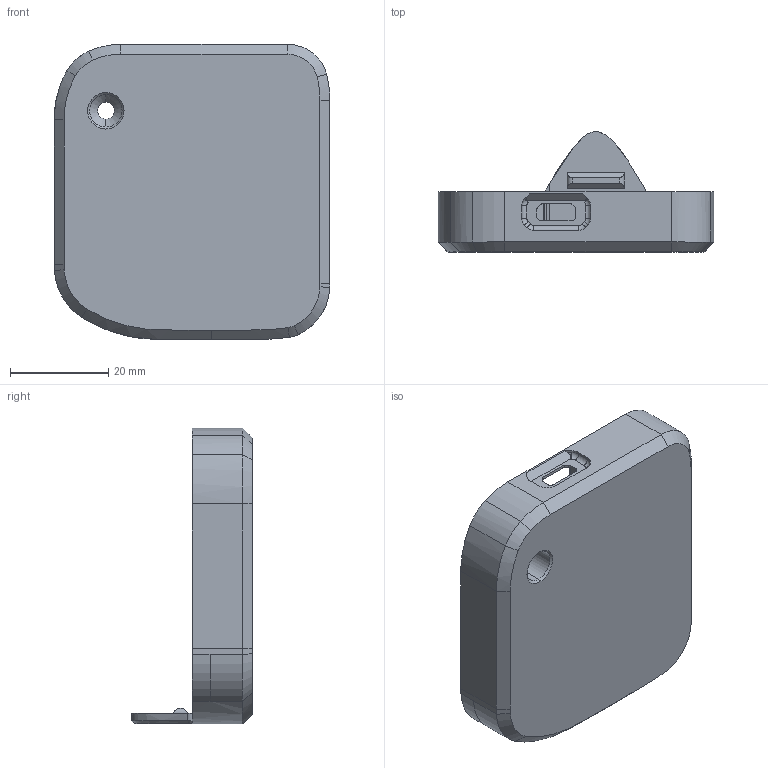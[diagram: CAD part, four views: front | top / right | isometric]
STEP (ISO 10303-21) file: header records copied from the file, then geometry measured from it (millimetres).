
FILE_DESCRIPTION (( 'STEP AP203' ), '1' );
FILE_NAME ('bottom.STEP', '', ( '' ), ( '' ), '', '', '' );
FILE_SCHEMA (( 'CONFIG_CONTROL_DESIGN' ));
Length unit declared in the file: millimetre
Products named in the file (1): bottom
Bounding box: 56 x 24.52 x 60 mm (x, y, z)
Volume: 17602.4 mm3; surface area: 10976.8 mm2
Topology: 1 solids, 1 shells, 210 faces, 537 edges, 331 vertices
Faces by surface type: plane 68, cylinder 57, bspline 52, torus 22, cone 11
Entity records: 9989 total; most frequent: CARTESIAN_POINT 5133, ORIENTED_EDGE 1074, DIRECTION 879, EDGE_CURVE 537, VERTEX_POINT 331, AXIS2_PLACEMENT_3D 306, LINE 267, VECTOR 267
